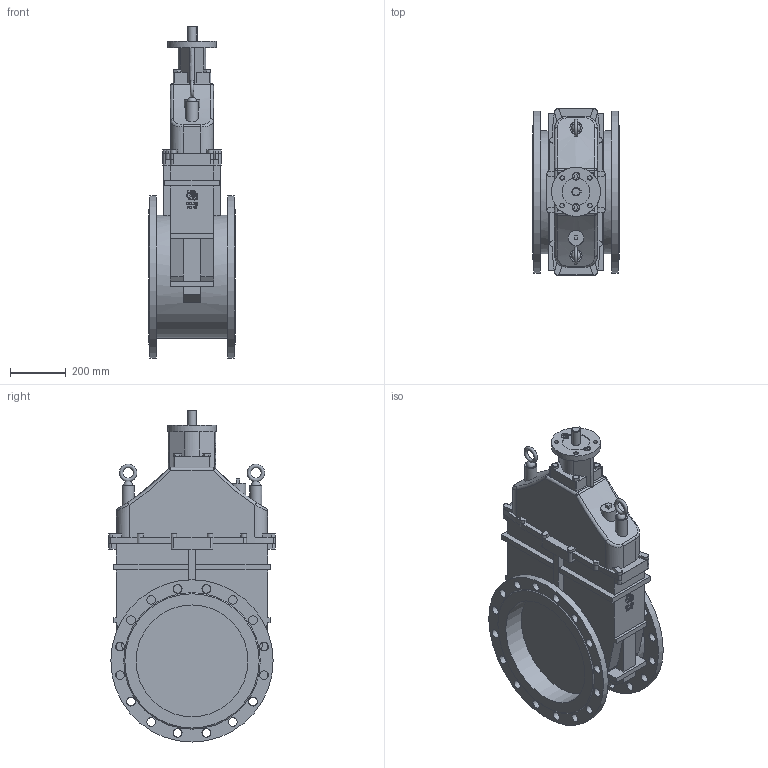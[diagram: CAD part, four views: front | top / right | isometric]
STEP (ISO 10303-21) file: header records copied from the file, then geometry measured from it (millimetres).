
FILE_DESCRIPTION(('STEP AP203'), '1');
FILE_NAME('3D_103-400-16', '', ('UNSPECIFIED'), ('UNSPECIFIED'), 'C3D Converter', 'C3D Toolkit', '');
FILE_SCHEMA(('CONFIG_CONTROL_DESIGN'));
Length unit declared in the file: millimetre
Bounding box: 310 x 594 x 1187 mm (x, y, z)
Volume: 78024106.6 mm3; surface area: 2456454.9 mm2
Topology: 4 solids, 4 shells, 3397 faces, 9982 edges, 6638 vertices
Faces by surface type: plane 3267, cylinder 102, bspline 9, cone 7, torus 6, sphere 6
Full cylindrical faces by diameter (mm): 16 x4, 24 x2, 28 x2, 30 x1, 31 x32, 43 x2, 175 x1, 400 x2, 440 x1, 580 x2
Entity records: 141595 total; most frequent: CARTESIAN_POINT 23916, ORIENTED_EDGE 19842, DIRECTION 16930, EDGE_CURVE 9921, LINE 9562, VECTOR 9562, VERTEX_POINT 6636, AXIS2_PLACEMENT_3D 3684
